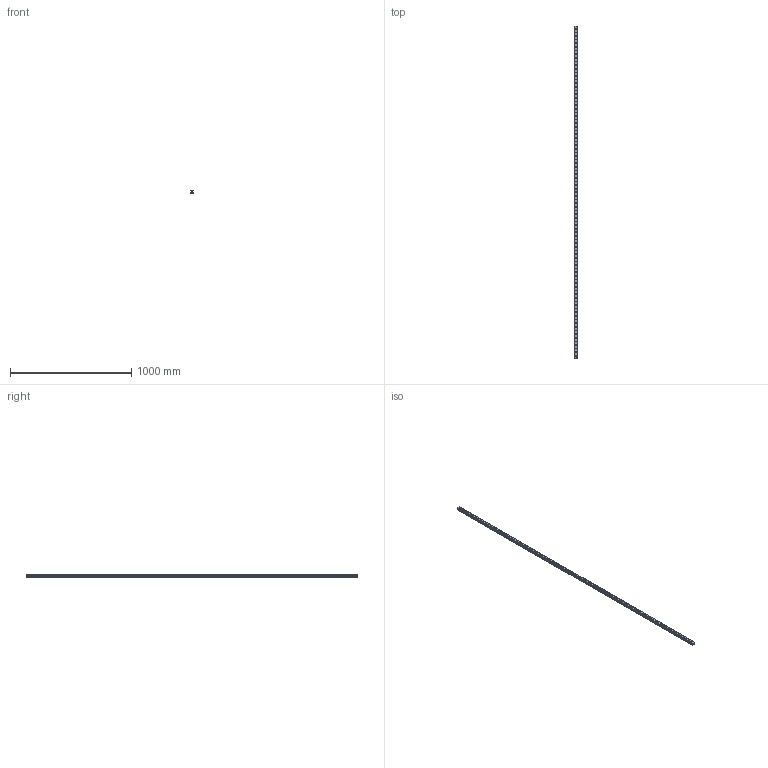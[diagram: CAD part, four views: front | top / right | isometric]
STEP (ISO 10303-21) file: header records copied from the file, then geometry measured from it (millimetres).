
FILE_DESCRIPTION(('STEP AP214'),'1');
FILE_NAME('cctmp_820F6FC6-DEA3-46ED-9A2A-010E7AEF2034_2021_03_11_10_15_01_0997..stp','2021-03-11T09:15:02',('HIWIN GmbH'),('CADClick - www.CADClick.com'),'Spatial InterOp 3D',' ','unknown authorization');
FILE_SCHEMA(('AUTOMOTIVE_DESIGN'));
Length unit declared in the file: millimetre
Products named in the file (1): RGR25R2740H_FILE
Bounding box: 23 x 2740 x 23.6 mm (x, y, z)
Volume: 1099233.6 mm3; surface area: 339849.8 mm2
Topology: 1 solids, 1 shells, 936 faces, 1971 edges, 1314 vertices
Faces by surface type: cylinder 564, plane 372
Entity records: 33115 total; most frequent: DIRECTION 4973, CARTESIAN_POINT 4222, ORIENTED_EDGE 3942, AXIS2_PLACEMENT_3D 2065, EDGE_CURVE 1971, VERTEX_POINT 1314, EDGE_LOOP 1213, CIRCLE 1128
